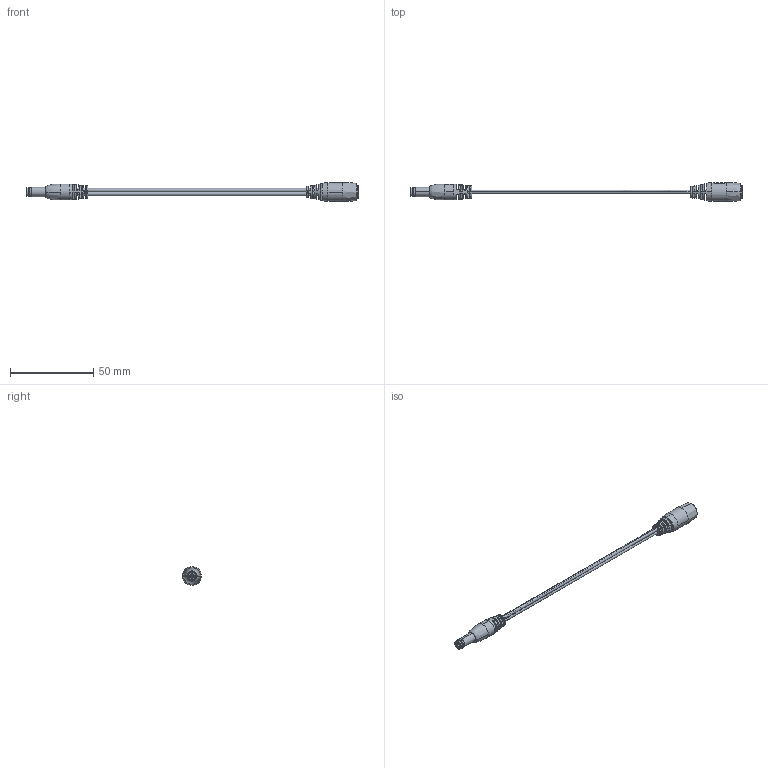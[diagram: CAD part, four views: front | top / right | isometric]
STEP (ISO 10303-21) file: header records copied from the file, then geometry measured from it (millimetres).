
FILE_DESCRIPTION (( 'STEP AP203' ), '1' );
FILE_NAME ('10-03134_revA.STEP', '2018-10-04T16:43:56', ( '' ), ( '' ), 'SwSTEP 2.0', 'SolidWorks 2015', '' );
FILE_SCHEMA (( 'CONFIG_CONTROL_DESIGN' ));
Length unit declared in the file: millimetre
Products named in the file (13): 30-01248_blunt cut; 50-00540; 50-00541 center pin_Center pin; 50-00540_spring contact_Spring Contact; 50-00541 insulator_Insulator; 50-00541 shell_Shell; 24-00003; 50-00540_insulator_Insulator; 50-00540_shell_Shell; 50-00541 spring contact_Terminal; 50-00541; 24-00004; 10-03134_revA
Assembly tree (12 placements, depth 3):
  10-03134_revA
    30-01248_blunt cut
    24-00003
    24-00004
    50-00540
      50-00540_shell_Shell
      50-00540_insulator_Insulator
      50-00540_spring contact_Spring Contact
    50-00541
      50-00541 center pin_Center pin
      50-00541 spring contact_Terminal
      50-00541 shell_Shell
      50-00541 insulator_Insulator
Bounding box: 199.24 x 11.4 x 11.4 mm (x, y, z)
Volume: 5125.1 mm3; surface area: 19989 mm2
Topology: 100 solids, 100 shells, 1203 faces, 2816 edges, 1819 vertices
Faces by surface type: cylinder 470, plane 404, bspline 226, torus 60, cone 43
Entity records: 42899 total; most frequent: CARTESIAN_POINT 14604, ORIENTED_EDGE 5620, DIRECTION 5422, EDGE_CURVE 2810, AXIS2_PLACEMENT_3D 2278, VERTEX_POINT 1819, EDGE_LOOP 1413, CIRCLE 1284
